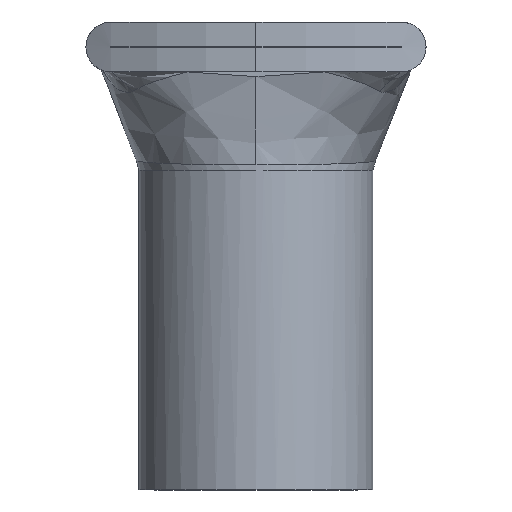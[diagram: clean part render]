
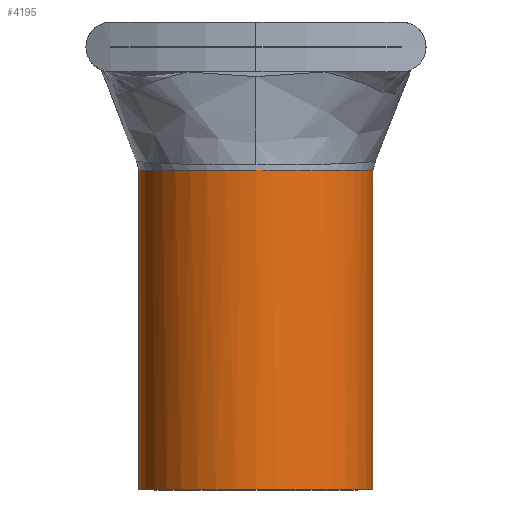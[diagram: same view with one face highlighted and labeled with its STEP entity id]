
A CAD part, front view. The second image highlights one B-rep face of the part: STEP entity #4195.
In plain terms, the highlighted cylindrical face has radius 7.5 mm (diameter 15 mm), a partial arc.
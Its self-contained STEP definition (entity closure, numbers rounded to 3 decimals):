
#53 = CARTESIAN_POINT ( 'NONE',  ( 0., 0.5, 0. ) ) ;
#273 = CARTESIAN_POINT ( 'NONE',  ( 4.609, 2.002, 0. ) ) ;
#339 = DIRECTION ( 'NONE',  ( 0., 0., 1. ) ) ;
#560 = CARTESIAN_POINT ( 'NONE',  ( -6.678, 4.55, 0. ) ) ;
#594 = CARTESIAN_POINT ( 'NONE',  ( 0., 0.5, 0. ) ) ;
#648 = CARTESIAN_POINT ( 'NONE',  ( -7.5, 8., 0. ) ) ;
#671 = B_SPLINE_CURVE_WITH_KNOTS ( 'NONE', 3,
 ( #3608, #2728, #3192, #4872, #3164, #1852, #2285, #4845, #1077, #560, #3911, #5174, #5203, #3246, #5341, #3271, #4101, #2806, #53 ),
 .UNSPECIFIED., .F., .F.,
 ( 4, 2, 2, 2, 1, 2, 2, 2, 2, 4 ),
 ( 0., 0.125, 0.188, 0.219, 0.25, 0.375, 0.5, 0.625, 0.75, 1. ),
 .UNSPECIFIED. ) ;
#709 = CARTESIAN_POINT ( 'NONE',  ( 5.997, 3.391, 0. ) ) ;
#737 = CARTESIAN_POINT ( 'NONE',  ( 3.777, 1.447, 0. ) ) ;
#826 = VERTEX_POINT ( 'NONE', #1307 ) ;
#1077 = CARTESIAN_POINT ( 'NONE',  ( -6.943, 5.11, 0. ) ) ;
#1088 = CARTESIAN_POINT ( 'NONE',  ( 6.553, 4.223, 0. ) ) ;
#1238 = AXIS2_PLACEMENT_3D ( 'NONE', #1539, #3221, #4899 ) ;
#1307 = CARTESIAN_POINT ( 'NONE',  ( -7.5, 8., -20.5 ) ) ;
#1373 = LINE ( 'NONE', #1428, #5022 ) ;
#1428 = CARTESIAN_POINT ( 'NONE',  ( -7.5, 8., 0. ) ) ;
#1539 = CARTESIAN_POINT ( 'NONE',  ( 0., 8., 0. ) ) ;
#1689 = CARTESIAN_POINT ( 'NONE',  ( 7.5, 8., -20.5 ) ) ;
#1737 = EDGE_CURVE ( 'NONE', #2116, #4824, #5339, .T. ) ;
#1852 = CARTESIAN_POINT ( 'NONE',  ( -7.238, 6.031, 0. ) ) ;
#1918 = CARTESIAN_POINT ( 'NONE',  ( 7.5, 8., 0. ) ) ;
#1971 = CARTESIAN_POINT ( 'NONE',  ( 1.963, 0.695, 0. ) ) ;
#1981 = CARTESIAN_POINT ( 'NONE',  ( 0., 8., -20.5 ) ) ;
#2088 = ORIENTED_EDGE ( 'NONE', *, *, #2875, .T. ) ;
#2116 = VERTEX_POINT ( 'NONE', #2733 ) ;
#2168 = VERTEX_POINT ( 'NONE', #648 ) ;
#2203 = AXIS2_PLACEMENT_3D ( 'NONE', #1981, #339, #4618 ) ;
#2285 = CARTESIAN_POINT ( 'NONE',  ( -7.205, 5.914, 0. ) ) ;
#2524 = ORIENTED_EDGE ( 'NONE', *, *, #2648, .T. ) ;
#2561 = CIRCLE ( 'NONE', #2203, 7.5 ) ;
#2627 = EDGE_LOOP ( 'NONE', ( #2816, #3044, #4204, #2524, #2088 ) ) ;
#2648 = EDGE_CURVE ( 'NONE', #2168, #826, #1373, .T. ) ;
#2728 = CARTESIAN_POINT ( 'NONE',  ( -7.5, 7.607, 0. ) ) ;
#2733 = CARTESIAN_POINT ( 'NONE',  ( 7.5, 8., 0. ) ) ;
#2806 = CARTESIAN_POINT ( 'NONE',  ( -1.017, 0.5, 0. ) ) ;
#2816 = ORIENTED_EDGE ( 'NONE', *, *, #4107, .F. ) ;
#2875 = EDGE_CURVE ( 'NONE', #826, #3601, #2561, .T. ) ;
#3044 = ORIENTED_EDGE ( 'NONE', *, *, #1737, .T. ) ;
#3164 = CARTESIAN_POINT ( 'NONE',  ( -7.325, 6.373, 0. ) ) ;
#3176 = CARTESIAN_POINT ( 'NONE',  ( 7.305, 6.037, 0. ) ) ;
#3192 = CARTESIAN_POINT ( 'NONE',  ( -7.47, 7.213, 0. ) ) ;
#3221 = DIRECTION ( 'NONE',  ( 0., 0., -1. ) ) ;
#3230 = CARTESIAN_POINT ( 'NONE',  ( 0., 0.5, 0. ) ) ;
#3246 = CARTESIAN_POINT ( 'NONE',  ( -4.777, 2.194, 0. ) ) ;
#3271 = CARTESIAN_POINT ( 'NONE',  ( -3.48, 1.336, 0. ) ) ;
#3337 = CARTESIAN_POINT ( 'NONE',  ( 7.5, 8., 0. ) ) ;
#3601 = VERTEX_POINT ( 'NONE', #1689 ) ;
#3608 = CARTESIAN_POINT ( 'NONE',  ( -7.5, 8., 0. ) ) ;
#3700 = EDGE_CURVE ( 'NONE', #2168, #4824, #671, .T. ) ;
#3911 = CARTESIAN_POINT ( 'NONE',  ( -6.162, 3.695, 0. ) ) ;
#4101 = CARTESIAN_POINT ( 'NONE',  ( -2.054, 0.712, 0. ) ) ;
#4107 = EDGE_CURVE ( 'NONE', #2116, #3601, #4992, .T. ) ;
#4195 = ADVANCED_FACE ( 'NONE', ( #5314 ), #4956, .T. ) ;
#4204 = ORIENTED_EDGE ( 'NONE', *, *, #3700, .F. ) ;
#4618 = DIRECTION ( 'NONE',  ( -1., 0., 0. ) ) ;
#4752 = VECTOR ( 'NONE', #5349, 1000. ) ;
#4756 = DIRECTION ( 'NONE',  ( 0., 0., -1. ) ) ;
#4824 = VERTEX_POINT ( 'NONE', #594 ) ;
#4845 = CARTESIAN_POINT ( 'NONE',  ( -7.134, 5.684, 0. ) ) ;
#4872 = CARTESIAN_POINT ( 'NONE',  ( -7.369, 6.588, 0. ) ) ;
#4899 = DIRECTION ( 'NONE',  ( -1., 0., 0. ) ) ;
#4956 = CYLINDRICAL_SURFACE ( 'NONE', #1238, 7.5 ) ;
#4992 = LINE ( 'NONE', #3337, #4752 ) ;
#5022 = VECTOR ( 'NONE', #4756, 1000. ) ;
#5174 = CARTESIAN_POINT ( 'NONE',  ( -5.857, 3.288, 0. ) ) ;
#5203 = CARTESIAN_POINT ( 'NONE',  ( -5.164, 2.537, 0. ) ) ;
#5269 = CARTESIAN_POINT ( 'NONE',  ( 7.5, 7.018, 0. ) ) ;
#5314 = FACE_OUTER_BOUND ( 'NONE', #2627, .T. ) ;
#5324 = CARTESIAN_POINT ( 'NONE',  ( 0.982, 0.5, 0. ) ) ;
#5339 = B_SPLINE_CURVE_WITH_KNOTS ( 'NONE', 3,
 ( #1918, #5269, #3176, #1088, #709, #273, #737, #1971, #5324, #3230 ),
 .UNSPECIFIED., .F., .F.,
 ( 4, 2, 2, 2, 4 ),
 ( 0., 0.25, 0.5, 0.75, 1. ),
 .UNSPECIFIED. ) ;
#5341 = CARTESIAN_POINT ( 'NONE',  ( -3.934, 1.594, 0. ) ) ;
#5349 = DIRECTION ( 'NONE',  ( 0., 0., -1. ) ) ;
